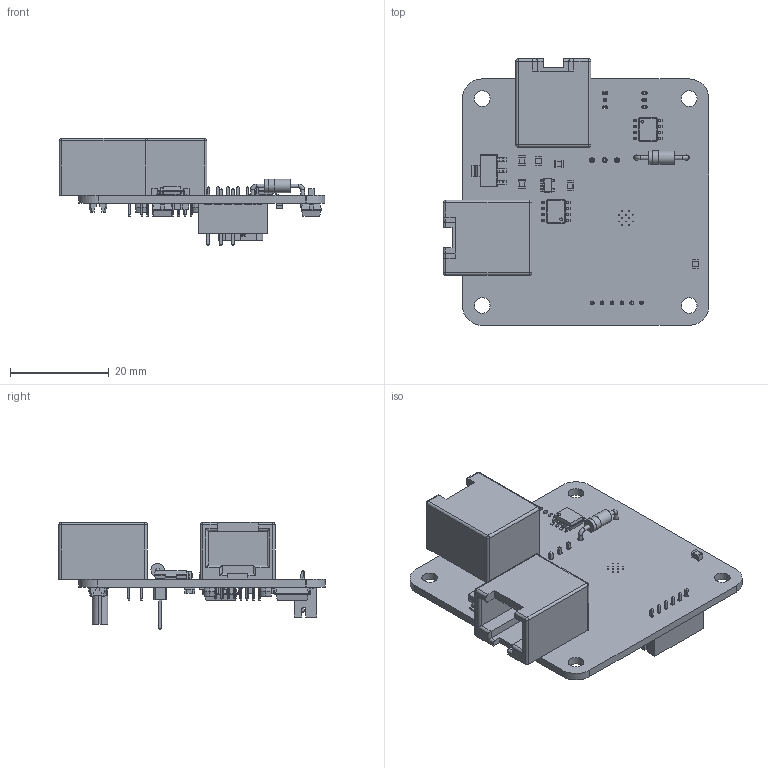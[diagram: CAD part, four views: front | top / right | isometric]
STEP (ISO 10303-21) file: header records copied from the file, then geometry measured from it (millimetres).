
FILE_DESCRIPTION(('KiCad electronic assembly'),'2;1');
FILE_NAME('GNSS-REV0-2025-02-19.step','2025-02-19T23:04:40',('Pcbnew'),( 'Kicad'),'Open CASCADE STEP processor 7.6','KiCad to STEP converter' ,'Unknown');
FILE_SCHEMA(('AUTOMOTIVE_DESIGN { 1 0 10303 214 1 1 1 1 }'));
Length unit declared in the file: millimetre
Products named in the file (26): GNSS-REV0-2025-02-19 1; C_0805_2012Metric; D_DO-41_SOD81_P10.16mm_Horizontal; SOT-223; SOT_223; 54601-908WPLF; SOIC-8_3.9x4.9mm_P1.27mm; SOIC_8_39x49mm_P127mm; SOT-23-5; SOT_23_5; JST_PH_B6B-PH-K_1x06_P2.00mm_Vertical; JST_B6B_PH_K; LED_0805_2012Metric; R_0805_2012Metric; USB4145-03-C; USB4145-03-0070-C; SW_DIP_SPSTx01_Slide_6.7x4.1mm_W8.61mm_P2.54mm_LowProfile; SW_DIP_SPSTx01_Slide_67x41mm_W861mm_P254mm_LowProfile; PinHeader_1x03_P2.54mm_Vertical; PinHeader_1x03_P254mm_Vertical; GNSS_PCB
Assembly tree (40 placements, depth 3):
  GNSS-REV0-2025-02-19 1
    C_0805_2012Metric  x12
      C_0805_2012Metric
    D_DO-41_SOD81_P10.16mm_Horizontal
      D_DO-41_SOD81_P10.16mm_Horizontal
    SOT-223
      SOT_223
    54601-908WPLF  x2
      54601-908WPLF
    SOIC-8_3.9x4.9mm_P1.27mm  x2
      SOIC_8_39x49mm_P127mm
    SOT-23-5
      SOT_23_5
    JST_PH_B6B-PH-K_1x06_P2.00mm_Vertical
      JST_B6B_PH_K
    LED_0805_2012Metric
      LED_0805_2012Metric
    R_0805_2012Metric  x2
      R_0805_2012Metric
    USB4145-03-C
      USB4145-03-0070-C
    SW_DIP_SPSTx01_Slide_6.7x4.1mm_W8.61mm_P2.54mm_LowProfile  x2
      SW_DIP_SPSTx01_Slide_67x41mm_W861mm_P254mm_LowProfile
    PinHeader_1x03_P2.54mm_Vertical
      PinHeader_1x03_P254mm_Vertical
    GNSS_PCB
Bounding box: 53.93 x 54.09 x 21.74 mm (x, y, z)
Volume: 8362.9 mm3; surface area: 11107.3 mm2
Topology: 44 solids, 65 shells, 2866 faces, 7621 edges, 4900 vertices
Faces by surface type: plane 1984, cylinder 655, bspline 141, cone 76, sphere 8, torus 2
Full cylindrical faces by diameter (mm): 0.2 x12, 0.6 x2, 0.71 x1, 0.75 x6, 0.76 x16, 0.8 x4, 1 x3, 1.1 x2, 2.7 x2, 2.72 x1, 3.2 x4, 3.35 x4
Entity records: 74813 total; most frequent: CARTESIAN_POINT 15416, ORIENTED_EDGE 11615, DIRECTION 9859, EDGE_CURVE 5868, LINE 4425, VECTOR 4425, VERTEX_POINT 3775, AXIS2_PLACEMENT_3D 2717
